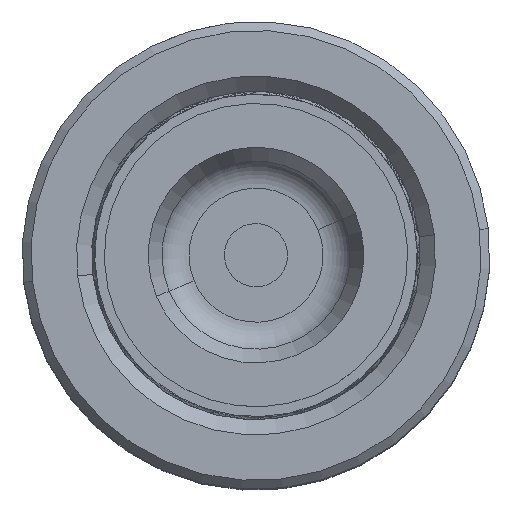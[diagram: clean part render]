
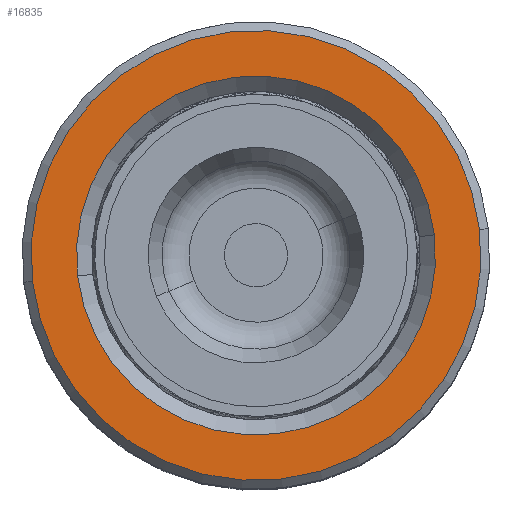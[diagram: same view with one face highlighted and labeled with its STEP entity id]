
A CAD part, top view. The second image highlights one B-rep face of the part: STEP entity #16835.
In plain terms, the highlighted planar face has unit normal (0, 0, 1).
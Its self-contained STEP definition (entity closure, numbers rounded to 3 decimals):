
#649 = DIRECTION ( 'NONE',  ( 1., 0., 0. ) ) ;
#778 = CARTESIAN_POINT ( 'NONE',  ( 0., 0., 50. ) ) ;
#1076 = DIRECTION ( 'NONE',  ( 0., 0., -1. ) ) ;
#1453 = AXIS2_PLACEMENT_3D ( 'NONE', #778, #22395, #649 ) ;
#2460 = CARTESIAN_POINT ( 'NONE',  ( 0., 0., 50. ) ) ;
#4203 = CARTESIAN_POINT ( 'NONE',  ( 17.8, 0., 50. ) ) ;
#6078 = AXIS2_PLACEMENT_3D ( 'NONE', #6351, #37157, #28485 ) ;
#6351 = CARTESIAN_POINT ( 'NONE',  ( 0., 0., 50. ) ) ;
#7033 = DIRECTION ( 'NONE',  ( 1., 0., 0. ) ) ;
#8639 = EDGE_CURVE ( 'NONE', #17863, #36871, #17169, .T. ) ;
#9830 = EDGE_CURVE ( 'NONE', #39635, #30440, #11866, .T. ) ;
#10850 = EDGE_LOOP ( 'NONE', ( #26602, #15983 ) ) ;
#10959 = EDGE_CURVE ( 'NONE', #36871, #17863, #16623, .T. ) ;
#11866 = CIRCLE ( 'NONE', #14161, 14.2 ) ;
#12774 = ORIENTED_EDGE ( 'NONE', *, *, #19805, .T. ) ;
#13290 = CARTESIAN_POINT ( 'NONE',  ( 0., 0., 50. ) ) ;
#14161 = AXIS2_PLACEMENT_3D ( 'NONE', #20014, #1076, #7033 ) ;
#15976 = FACE_OUTER_BOUND ( 'NONE', #10850, .T. ) ;
#15983 = ORIENTED_EDGE ( 'NONE', *, *, #8639, .T. ) ;
#16101 = DIRECTION ( 'NONE',  ( 0., 0., -1. ) ) ;
#16623 = CIRCLE ( 'NONE', #1453, 17.8 ) ;
#16835 = ADVANCED_FACE ( 'NONE', ( #15976, #23195 ), #38933, .T. ) ;
#17169 = CIRCLE ( 'NONE', #6078, 17.8 ) ;
#17863 = VERTEX_POINT ( 'NONE', #4203 ) ;
#19805 = EDGE_CURVE ( 'NONE', #30440, #39635, #36338, .T. ) ;
#20014 = CARTESIAN_POINT ( 'NONE',  ( 0., 0., 50. ) ) ;
#20881 = CARTESIAN_POINT ( 'NONE',  ( 14.2, 0., 50. ) ) ;
#22395 = DIRECTION ( 'NONE',  ( 0., 0., 1. ) ) ;
#23195 = FACE_BOUND ( 'NONE', #24697, .T. ) ;
#24650 = CARTESIAN_POINT ( 'NONE',  ( -14.2, 0., 50. ) ) ;
#24697 = EDGE_LOOP ( 'NONE', ( #31693, #12774 ) ) ;
#25523 = DIRECTION ( 'NONE',  ( 1., 0., 0. ) ) ;
#26602 = ORIENTED_EDGE ( 'NONE', *, *, #10959, .T. ) ;
#27042 = DIRECTION ( 'NONE',  ( 1., 0., 0. ) ) ;
#28424 = AXIS2_PLACEMENT_3D ( 'NONE', #2460, #30016, #27042 ) ;
#28485 = DIRECTION ( 'NONE',  ( 1., 0., 0. ) ) ;
#30016 = DIRECTION ( 'NONE',  ( 0., 0., 1. ) ) ;
#30440 = VERTEX_POINT ( 'NONE', #24650 ) ;
#31693 = ORIENTED_EDGE ( 'NONE', *, *, #9830, .T. ) ;
#36338 = CIRCLE ( 'NONE', #37029, 14.2 ) ;
#36871 = VERTEX_POINT ( 'NONE', #37634 ) ;
#37029 = AXIS2_PLACEMENT_3D ( 'NONE', #13290, #16101, #25523 ) ;
#37157 = DIRECTION ( 'NONE',  ( 0., 0., 1. ) ) ;
#37634 = CARTESIAN_POINT ( 'NONE',  ( -17.8, 0., 50. ) ) ;
#38933 = PLANE ( 'NONE',  #28424 ) ;
#39635 = VERTEX_POINT ( 'NONE', #20881 ) ;
